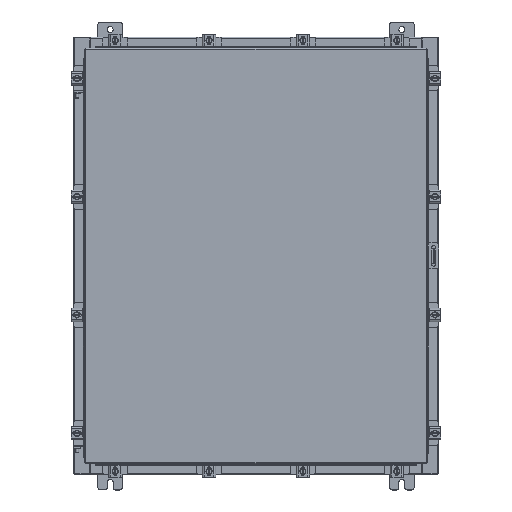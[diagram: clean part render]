
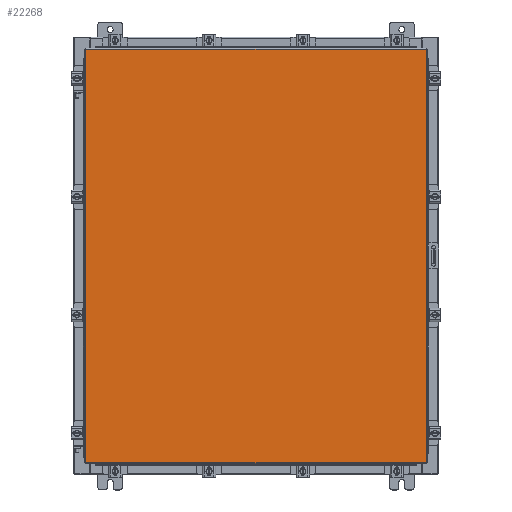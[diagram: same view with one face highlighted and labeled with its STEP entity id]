
A CAD part, top view. The second image highlights one B-rep face of the part: STEP entity #22268.
In plain terms, the highlighted planar face has unit normal (0, 0, 1).
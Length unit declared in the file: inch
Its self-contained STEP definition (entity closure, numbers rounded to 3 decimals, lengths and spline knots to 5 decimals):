
#586 = AXIS2_PLACEMENT_3D ( 'NONE', #8155, #613, #13839 ) ;
#613 = DIRECTION ( 'NONE',  ( 0., 0., -1. ) ) ;
#1151 = LINE ( 'NONE', #2940, #5001 ) ;
#2933 = CARTESIAN_POINT ( 'NONE',  ( -13.9903, 17.0063, 0. ) ) ;
#2940 = CARTESIAN_POINT ( 'NONE',  ( -13.9903, -17.0063, 0. ) ) ;
#3449 = VERTEX_POINT ( 'NONE', #9412 ) ;
#4658 = LINE ( 'NONE', #2933, #24154 ) ;
#4821 = CARTESIAN_POINT ( 'NONE',  ( 13.9903, 17.0063, 0. ) ) ;
#5001 = VECTOR ( 'NONE', #12364, 39.37008 ) ;
#6182 = CARTESIAN_POINT ( 'NONE',  ( 13.9903, -17.0063, 0. ) ) ;
#6744 = ORIENTED_EDGE ( 'NONE', *, *, #9029, .T. ) ;
#7703 = CARTESIAN_POINT ( 'NONE',  ( -13.9903, -17.0063, 0. ) ) ;
#7975 = VERTEX_POINT ( 'NONE', #7703 ) ;
#8155 = CARTESIAN_POINT ( 'NONE',  ( 0., 0., 0. ) ) ;
#9029 = EDGE_CURVE ( 'NONE', #15987, #24446, #24283, .T. ) ;
#9412 = CARTESIAN_POINT ( 'NONE',  ( 13.9903, -17.0063, 0. ) ) ;
#10230 = EDGE_LOOP ( 'NONE', ( #21070, #11116, #6744, #24104 ) ) ;
#10374 = EDGE_CURVE ( 'NONE', #7975, #3449, #1151, .T. ) ;
#11116 = ORIENTED_EDGE ( 'NONE', *, *, #19819, .T. ) ;
#11797 = CARTESIAN_POINT ( 'NONE',  ( -13.9903, 17.0063, 0. ) ) ;
#12364 = DIRECTION ( 'NONE',  ( 1., 0., 0. ) ) ;
#13785 = DIRECTION ( 'NONE',  ( 0., 1., 0. ) ) ;
#13839 = DIRECTION ( 'NONE',  ( -1., 0., 0. ) ) ;
#14004 = FACE_OUTER_BOUND ( 'NONE', #10230, .T. ) ;
#14220 = EDGE_CURVE ( 'NONE', #24446, #7975, #4658, .T. ) ;
#14307 = LINE ( 'NONE', #6182, #14923 ) ;
#14923 = VECTOR ( 'NONE', #13785, 39.37008 ) ;
#15987 = VERTEX_POINT ( 'NONE', #23459 ) ;
#19282 = VECTOR ( 'NONE', #23647, 39.37008 ) ;
#19819 = EDGE_CURVE ( 'NONE', #3449, #15987, #14307, .T. ) ;
#21070 = ORIENTED_EDGE ( 'NONE', *, *, #10374, .T. ) ;
#22010 = DIRECTION ( 'NONE',  ( 0., -1., 0. ) ) ;
#22268 = ADVANCED_FACE ( 'NONE', ( #14004 ), #23247, .F. ) ;
#23247 = PLANE ( 'NONE',  #586 ) ;
#23459 = CARTESIAN_POINT ( 'NONE',  ( 13.9903, 17.0063, 0. ) ) ;
#23647 = DIRECTION ( 'NONE',  ( -1., 0., 0. ) ) ;
#24104 = ORIENTED_EDGE ( 'NONE', *, *, #14220, .T. ) ;
#24154 = VECTOR ( 'NONE', #22010, 39.37008 ) ;
#24283 = LINE ( 'NONE', #4821, #19282 ) ;
#24446 = VERTEX_POINT ( 'NONE', #11797 ) ;
